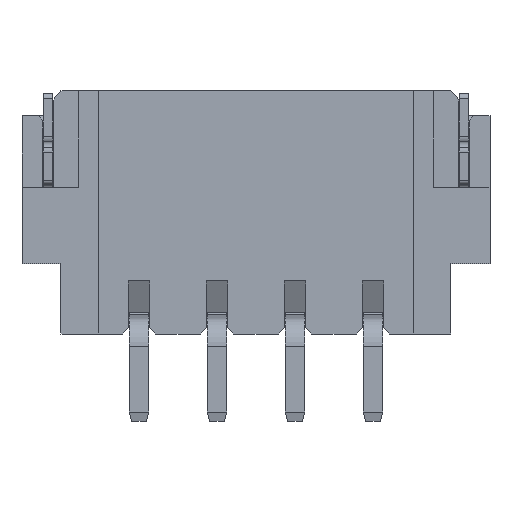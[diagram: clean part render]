
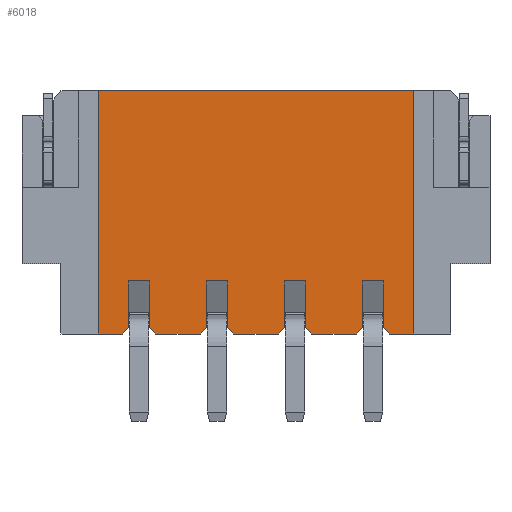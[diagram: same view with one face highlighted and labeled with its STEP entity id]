
A CAD part, front view. The second image highlights one B-rep face of the part: STEP entity #6018.
In plain terms, the highlighted planar face has unit normal (0, -1, 0).
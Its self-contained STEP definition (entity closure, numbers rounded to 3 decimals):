
#223=DIRECTION('',(-0.707,0.,-0.707));
#224=VECTOR('',#223,0.283);
#225=CARTESIAN_POINT('',(3.41,-5.7,-7.6));
#226=LINE('',#225,#224);
#227=DIRECTION('',(1.,0.,0.));
#228=VECTOR('',#227,10.1);
#229=CARTESIAN_POINT('',(2.45,-5.7,0.));
#230=LINE('',#229,#228);
#231=DIRECTION('',(-0.707,0.,0.707));
#232=VECTOR('',#231,0.283);
#233=CARTESIAN_POINT('',(11.79,-5.7,-7.8));
#234=LINE('',#233,#232);
#235=DIRECTION('',(-1.,0.,0.));
#236=VECTOR('',#235,0.68);
#237=CARTESIAN_POINT('',(11.59,-5.7,-6.1));
#238=LINE('',#237,#236);
#239=DIRECTION('',(-0.707,0.,-0.707));
#240=VECTOR('',#239,0.283);
#241=CARTESIAN_POINT('',(10.91,-5.7,-7.6));
#242=LINE('',#241,#240);
#243=DIRECTION('',(-0.707,0.,0.707));
#244=VECTOR('',#243,0.283);
#245=CARTESIAN_POINT('',(9.29,-5.7,-7.8));
#246=LINE('',#245,#244);
#247=DIRECTION('',(-1.,0.,0.));
#248=VECTOR('',#247,0.68);
#249=CARTESIAN_POINT('',(9.09,-5.7,-6.1));
#250=LINE('',#249,#248);
#251=DIRECTION('',(-0.707,0.,-0.707));
#252=VECTOR('',#251,0.283);
#253=CARTESIAN_POINT('',(8.41,-5.7,-7.6));
#254=LINE('',#253,#252);
#255=DIRECTION('',(-0.707,0.,0.707));
#256=VECTOR('',#255,0.283);
#257=CARTESIAN_POINT('',(6.79,-5.7,-7.8));
#258=LINE('',#257,#256);
#259=DIRECTION('',(-1.,0.,0.));
#260=VECTOR('',#259,0.68);
#261=CARTESIAN_POINT('',(6.59,-5.7,-6.1));
#262=LINE('',#261,#260);
#263=DIRECTION('',(-0.707,0.,-0.707));
#264=VECTOR('',#263,0.283);
#265=CARTESIAN_POINT('',(5.91,-5.7,-7.6));
#266=LINE('',#265,#264);
#267=DIRECTION('',(-0.707,0.,0.707));
#268=VECTOR('',#267,0.283);
#269=CARTESIAN_POINT('',(4.29,-5.7,-7.8));
#270=LINE('',#269,#268);
#271=DIRECTION('',(-1.,0.,0.));
#272=VECTOR('',#271,0.68);
#273=CARTESIAN_POINT('',(4.09,-5.7,-6.1));
#274=LINE('',#273,#272);
#287=DIRECTION('',(1.,0.,0.));
#288=VECTOR('',#287,0.76);
#289=CARTESIAN_POINT('',(2.45,-5.7,-7.8));
#290=LINE('',#289,#288);
#1203=DIRECTION('',(0.,0.,-1.));
#1204=VECTOR('',#1203,7.8);
#1205=CARTESIAN_POINT('',(2.45,-5.7,0.));
#1206=LINE('',#1205,#1204);
#1219=DIRECTION('',(0.,0.,1.));
#1220=VECTOR('',#1219,7.8);
#1221=CARTESIAN_POINT('',(12.55,-5.7,-7.8));
#1222=LINE('',#1221,#1220);
#1601=DIRECTION('',(0.,0.,-1.));
#1602=VECTOR('',#1601,1.5);
#1603=CARTESIAN_POINT('',(11.59,-5.7,-6.1));
#1604=LINE('',#1603,#1602);
#1605=DIRECTION('',(1.,0.,0.));
#1606=VECTOR('',#1605,0.76);
#1607=CARTESIAN_POINT('',(11.79,-5.7,-7.8));
#1608=LINE('',#1607,#1606);
#2191=DIRECTION('',(0.,0.,1.));
#2192=VECTOR('',#2191,1.5);
#2193=CARTESIAN_POINT('',(10.91,-5.7,-7.6));
#2194=LINE('',#2193,#2192);
#2235=DIRECTION('',(0.,0.,-1.));
#2236=VECTOR('',#2235,1.5);
#2237=CARTESIAN_POINT('',(9.09,-5.7,-6.1));
#2238=LINE('',#2237,#2236);
#2239=DIRECTION('',(1.,0.,0.));
#2240=VECTOR('',#2239,1.42);
#2241=CARTESIAN_POINT('',(9.29,-5.7,-7.8));
#2242=LINE('',#2241,#2240);
#2251=DIRECTION('',(0.,0.,1.));
#2252=VECTOR('',#2251,1.5);
#2253=CARTESIAN_POINT('',(8.41,-5.7,-7.6));
#2254=LINE('',#2253,#2252);
#2295=DIRECTION('',(0.,0.,-1.));
#2296=VECTOR('',#2295,1.5);
#2297=CARTESIAN_POINT('',(6.59,-5.7,-6.1));
#2298=LINE('',#2297,#2296);
#2299=DIRECTION('',(1.,0.,0.));
#2300=VECTOR('',#2299,1.42);
#2301=CARTESIAN_POINT('',(6.79,-5.7,-7.8));
#2302=LINE('',#2301,#2300);
#2311=DIRECTION('',(0.,0.,1.));
#2312=VECTOR('',#2311,1.5);
#2313=CARTESIAN_POINT('',(5.91,-5.7,-7.6));
#2314=LINE('',#2313,#2312);
#2355=DIRECTION('',(0.,0.,-1.));
#2356=VECTOR('',#2355,1.5);
#2357=CARTESIAN_POINT('',(4.09,-5.7,-6.1));
#2358=LINE('',#2357,#2356);
#2359=DIRECTION('',(1.,0.,0.));
#2360=VECTOR('',#2359,1.42);
#2361=CARTESIAN_POINT('',(4.29,-5.7,-7.8));
#2362=LINE('',#2361,#2360);
#2371=DIRECTION('',(0.,0.,1.));
#2372=VECTOR('',#2371,1.5);
#2373=CARTESIAN_POINT('',(3.41,-5.7,-7.6));
#2374=LINE('',#2373,#2372);
#4201=CARTESIAN_POINT('',(12.55,-5.7,0.));
#4203=VERTEX_POINT('',#4201);
#4205=CARTESIAN_POINT('',(2.45,-5.7,0.));
#4206=VERTEX_POINT('',#4205);
#4516=CARTESIAN_POINT('',(4.09,-5.7,-6.1));
#4518=VERTEX_POINT('',#4516);
#4522=CARTESIAN_POINT('',(6.59,-5.7,-6.1));
#4524=VERTEX_POINT('',#4522);
#4528=CARTESIAN_POINT('',(9.09,-5.7,-6.1));
#4530=VERTEX_POINT('',#4528);
#4534=CARTESIAN_POINT('',(11.59,-5.7,-6.1));
#4536=VERTEX_POINT('',#4534);
#4575=CARTESIAN_POINT('',(3.41,-5.7,-7.6));
#4576=CARTESIAN_POINT('',(3.21,-5.7,-7.8));
#4577=VERTEX_POINT('',#4575);
#4578=VERTEX_POINT('',#4576);
#4579=CARTESIAN_POINT('',(2.45,-5.7,-7.8));
#4580=VERTEX_POINT('',#4579);
#4581=CARTESIAN_POINT('',(12.55,-5.7,-7.8));
#4582=VERTEX_POINT('',#4581);
#4583=CARTESIAN_POINT('',(11.79,-5.7,-7.8));
#4584=CARTESIAN_POINT('',(11.59,-5.7,-7.6));
#4585=VERTEX_POINT('',#4583);
#4586=VERTEX_POINT('',#4584);
#4587=CARTESIAN_POINT('',(10.91,-5.7,-6.1));
#4588=VERTEX_POINT('',#4587);
#4589=CARTESIAN_POINT('',(10.91,-5.7,-7.6));
#4590=VERTEX_POINT('',#4589);
#4591=CARTESIAN_POINT('',(10.71,-5.7,-7.8));
#4592=VERTEX_POINT('',#4591);
#4593=CARTESIAN_POINT('',(9.29,-5.7,-7.8));
#4594=CARTESIAN_POINT('',(9.09,-5.7,-7.6));
#4595=VERTEX_POINT('',#4593);
#4596=VERTEX_POINT('',#4594);
#4597=CARTESIAN_POINT('',(8.41,-5.7,-6.1));
#4598=VERTEX_POINT('',#4597);
#4599=CARTESIAN_POINT('',(8.41,-5.7,-7.6));
#4600=VERTEX_POINT('',#4599);
#4601=CARTESIAN_POINT('',(8.21,-5.7,-7.8));
#4602=VERTEX_POINT('',#4601);
#4603=CARTESIAN_POINT('',(6.79,-5.7,-7.8));
#4604=CARTESIAN_POINT('',(6.59,-5.7,-7.6));
#4605=VERTEX_POINT('',#4603);
#4606=VERTEX_POINT('',#4604);
#4607=CARTESIAN_POINT('',(5.91,-5.7,-6.1));
#4608=VERTEX_POINT('',#4607);
#4609=CARTESIAN_POINT('',(5.91,-5.7,-7.6));
#4610=VERTEX_POINT('',#4609);
#4611=CARTESIAN_POINT('',(5.71,-5.7,-7.8));
#4612=VERTEX_POINT('',#4611);
#4613=CARTESIAN_POINT('',(4.29,-5.7,-7.8));
#4614=CARTESIAN_POINT('',(4.09,-5.7,-7.6));
#4615=VERTEX_POINT('',#4613);
#4616=VERTEX_POINT('',#4614);
#4617=CARTESIAN_POINT('',(3.41,-5.7,-6.1));
#4618=VERTEX_POINT('',#4617);
#5961=CARTESIAN_POINT('',(7.5,-5.7,-3.9));
#5962=DIRECTION('',(0.,1.,0.));
#5963=DIRECTION('',(1.,0.,0.));
#5964=AXIS2_PLACEMENT_3D('',#5961,#5962,#5963);
#5965=PLANE('',#5964);
#5966=ORIENTED_EDGE('',*,*,#5951,.T.);
#5968=ORIENTED_EDGE('',*,*,#5967,.F.);
#5970=ORIENTED_EDGE('',*,*,#5969,.F.);
#5971=ORIENTED_EDGE('',*,*,#5484,.T.);
#5973=ORIENTED_EDGE('',*,*,#5972,.F.);
#5975=ORIENTED_EDGE('',*,*,#5974,.F.);
#5977=ORIENTED_EDGE('',*,*,#5976,.T.);
#5979=ORIENTED_EDGE('',*,*,#5978,.F.);
#5980=ORIENTED_EDGE('',*,*,#5915,.T.);
#5982=ORIENTED_EDGE('',*,*,#5981,.F.);
#5984=ORIENTED_EDGE('',*,*,#5983,.T.);
#5986=ORIENTED_EDGE('',*,*,#5985,.F.);
#5988=ORIENTED_EDGE('',*,*,#5987,.T.);
#5990=ORIENTED_EDGE('',*,*,#5989,.F.);
#5991=ORIENTED_EDGE('',*,*,#5907,.T.);
#5993=ORIENTED_EDGE('',*,*,#5992,.F.);
#5995=ORIENTED_EDGE('',*,*,#5994,.T.);
#5997=ORIENTED_EDGE('',*,*,#5996,.F.);
#5999=ORIENTED_EDGE('',*,*,#5998,.T.);
#6001=ORIENTED_EDGE('',*,*,#6000,.F.);
#6002=ORIENTED_EDGE('',*,*,#5899,.T.);
#6004=ORIENTED_EDGE('',*,*,#6003,.F.);
#6006=ORIENTED_EDGE('',*,*,#6005,.T.);
#6008=ORIENTED_EDGE('',*,*,#6007,.F.);
#6010=ORIENTED_EDGE('',*,*,#6009,.T.);
#6012=ORIENTED_EDGE('',*,*,#6011,.F.);
#6013=ORIENTED_EDGE('',*,*,#5891,.T.);
#6015=ORIENTED_EDGE('',*,*,#6014,.F.);
#6016=EDGE_LOOP('',(#5966,#5968,#5970,#5971,#5973,#5975,#5977,#5979,#5980,#5982,
#5984,#5986,#5988,#5990,#5991,#5993,#5995,#5997,#5999,#6001,#6002,#6004,#6006,
#6008,#6010,#6012,#6013,#6015));
#6017=FACE_OUTER_BOUND('',#6016,.F.);
#5484=EDGE_CURVE('',#4206,#4203,#230,.T.);
#5891=EDGE_CURVE('',#4518,#4618,#274,.T.);
#5899=EDGE_CURVE('',#4524,#4608,#262,.T.);
#5907=EDGE_CURVE('',#4530,#4598,#250,.T.);
#5915=EDGE_CURVE('',#4536,#4588,#238,.T.);
#5951=EDGE_CURVE('',#4577,#4578,#226,.T.);
#5967=EDGE_CURVE('',#4580,#4578,#290,.T.);
#5969=EDGE_CURVE('',#4206,#4580,#1206,.T.);
#5972=EDGE_CURVE('',#4582,#4203,#1222,.T.);
#5974=EDGE_CURVE('',#4585,#4582,#1608,.T.);
#5976=EDGE_CURVE('',#4585,#4586,#234,.T.);
#5978=EDGE_CURVE('',#4536,#4586,#1604,.T.);
#5981=EDGE_CURVE('',#4590,#4588,#2194,.T.);
#5983=EDGE_CURVE('',#4590,#4592,#242,.T.);
#5985=EDGE_CURVE('',#4595,#4592,#2242,.T.);
#5987=EDGE_CURVE('',#4595,#4596,#246,.T.);
#5989=EDGE_CURVE('',#4530,#4596,#2238,.T.);
#5992=EDGE_CURVE('',#4600,#4598,#2254,.T.);
#5994=EDGE_CURVE('',#4600,#4602,#254,.T.);
#5996=EDGE_CURVE('',#4605,#4602,#2302,.T.);
#5998=EDGE_CURVE('',#4605,#4606,#258,.T.);
#6000=EDGE_CURVE('',#4524,#4606,#2298,.T.);
#6003=EDGE_CURVE('',#4610,#4608,#2314,.T.);
#6005=EDGE_CURVE('',#4610,#4612,#266,.T.);
#6007=EDGE_CURVE('',#4615,#4612,#2362,.T.);
#6009=EDGE_CURVE('',#4615,#4616,#270,.T.);
#6011=EDGE_CURVE('',#4518,#4616,#2358,.T.);
#6014=EDGE_CURVE('',#4577,#4618,#2374,.T.);
#6018=ADVANCED_FACE('',(#6017),#5965,.F.);
